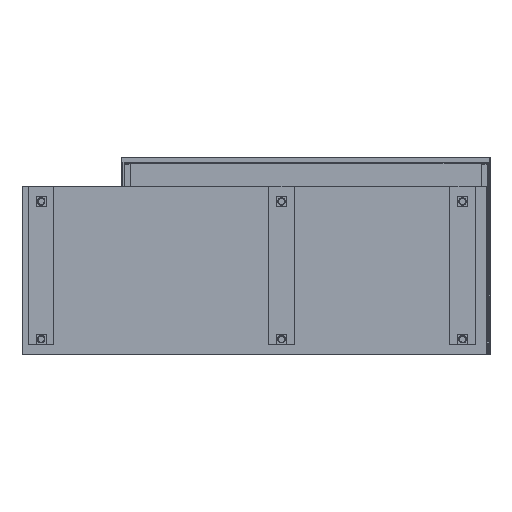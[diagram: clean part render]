
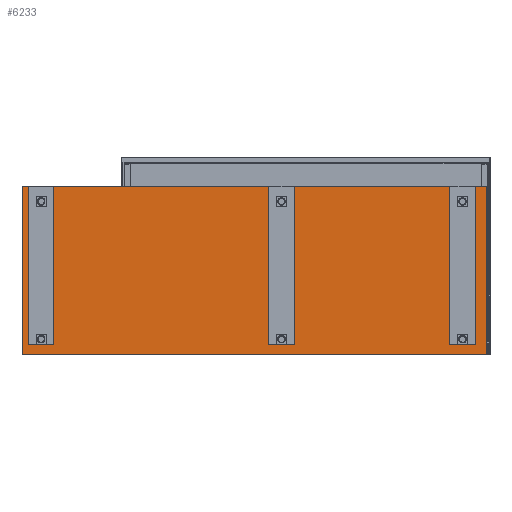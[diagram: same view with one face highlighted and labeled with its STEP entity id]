
A CAD part, front view. The second image highlights one B-rep face of the part: STEP entity #6233.
In plain terms, the highlighted planar face has unit normal (0, -1, 0).
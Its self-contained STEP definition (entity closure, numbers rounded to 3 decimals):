
#523=FACE_OUTER_BOUND('',#911,.T.);
#911=EDGE_LOOP('',(#5065,#5066,#5067,#5068));
#1557=LINE('',#9711,#2307);
#1562=LINE('',#9720,#2312);
#1565=LINE('',#9726,#2315);
#1568=LINE('',#9731,#2318);
#2307=VECTOR('',#7933,1000.);
#2312=VECTOR('',#7940,1000.);
#2315=VECTOR('',#7945,1000.);
#2318=VECTOR('',#7950,1000.);
#2923=VERTEX_POINT('',#9708);
#2924=VERTEX_POINT('',#9710);
#2927=VERTEX_POINT('',#9718);
#2929=VERTEX_POINT('',#9724);
#3669=EDGE_CURVE('',#2924,#2923,#1557,.T.);
#3674=EDGE_CURVE('',#2923,#2927,#1562,.T.);
#3677=EDGE_CURVE('',#2927,#2929,#1565,.T.);
#3680=EDGE_CURVE('',#2929,#2924,#1568,.T.);
#5065=ORIENTED_EDGE('',*,*,#3669,.T.);
#5066=ORIENTED_EDGE('',*,*,#3674,.T.);
#5067=ORIENTED_EDGE('',*,*,#3677,.T.);
#5068=ORIENTED_EDGE('',*,*,#3680,.T.);
#5880=PLANE('',#6705);
#6233=ADVANCED_FACE('',(#523),#5880,.T.);
#6705=AXIS2_PLACEMENT_3D('',#9732,#7951,#7952);
#7933=DIRECTION('',(0.,0.,1.));
#7940=DIRECTION('',(-1.,0.,0.));
#7945=DIRECTION('',(0.,0.,-1.));
#7950=DIRECTION('',(1.,0.,0.));
#7951=DIRECTION('center_axis',(0.,-1.,0.));
#7952=DIRECTION('ref_axis',(0.,0.,-1.));
#9708=CARTESIAN_POINT('',(710.,-395.,273.5));
#9710=CARTESIAN_POINT('',(710.,-395.,-386.5));
#9711=CARTESIAN_POINT('',(710.,-395.,-386.5));
#9718=CARTESIAN_POINT('',(-1112.5,-395.,273.5));
#9720=CARTESIAN_POINT('',(710.,-395.,273.5));
#9724=CARTESIAN_POINT('',(-1112.5,-395.,-386.5));
#9726=CARTESIAN_POINT('',(-1112.5,-395.,-386.5));
#9731=CARTESIAN_POINT('',(710.,-395.,-386.5));
#9732=CARTESIAN_POINT('Origin',(0.,-395.,0.));
